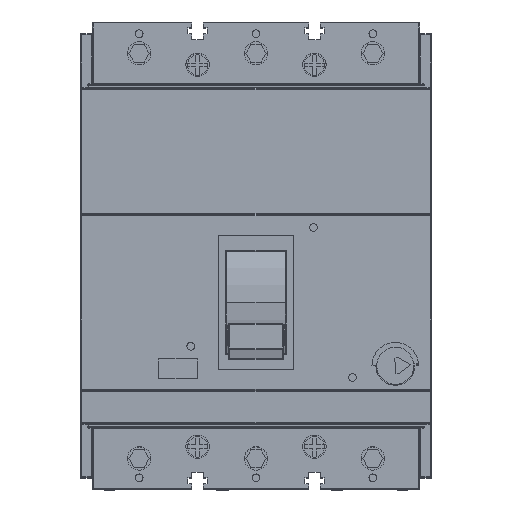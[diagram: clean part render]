
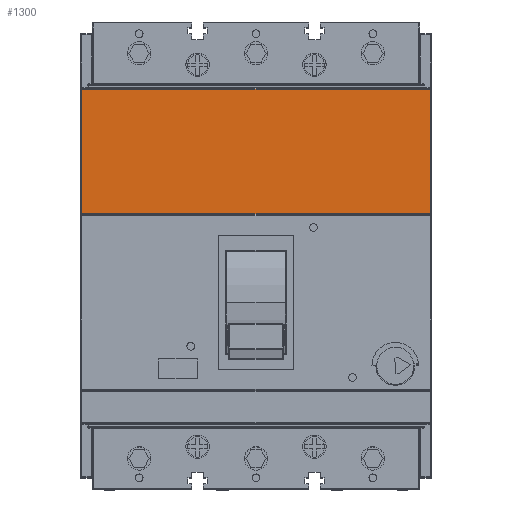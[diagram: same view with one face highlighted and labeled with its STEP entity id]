
A CAD part, top view. The second image highlights one B-rep face of the part: STEP entity #1300.
In plain terms, the highlighted planar face has unit normal (0, 0, 1).
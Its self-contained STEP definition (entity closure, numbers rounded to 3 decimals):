
#946 = AXIS2_PLACEMENT_3D ( 'NONE', #3438, #3448, #3449 ) ;
#1300 = ADVANCED_FACE ( 'NONE', ( #2719 ), #3443, .F. ) ;
#2719 = FACE_OUTER_BOUND ( 'NONE', #16027, .T. ) ;
#3438 = CARTESIAN_POINT ( 'NONE',  ( 45., 43., 68. ) ) ;
#3443 = PLANE ( 'NONE',  #946 ) ;
#3448 = DIRECTION ( 'NONE',  ( 0., 0., -1. ) ) ;
#3449 = DIRECTION ( 'NONE',  ( -1., 0., 0. ) ) ;
#4059 = CARTESIAN_POINT ( 'NONE',  ( 44.75, 42.75, 68. ) ) ;
#4060 = CARTESIAN_POINT ( 'NONE',  ( -44.75, 10.75, 68. ) ) ;
#4064 = CARTESIAN_POINT ( 'NONE',  ( 44.75, 10.75, 68. ) ) ;
#4065 = CARTESIAN_POINT ( 'NONE',  ( -44.75, 42.75, 68. ) ) ;
#8921 = LINE ( 'NONE', #11110, #8972 ) ;
#8972 = VECTOR ( 'NONE', #11125, 1000. ) ;
#8973 = LINE ( 'NONE', #11128, #8984 ) ;
#8984 = VECTOR ( 'NONE', #11137, 1000. ) ;
#8986 = LINE ( 'NONE', #11138, #8987 ) ;
#8987 = VECTOR ( 'NONE', #11139, 1000. ) ;
#8988 = LINE ( 'NONE', #11140, #8989 ) ;
#8989 = VECTOR ( 'NONE', #11141, 1000. ) ;
#9769 = VERTEX_POINT ( 'NONE', #4064 ) ;
#9770 = VERTEX_POINT ( 'NONE', #4059 ) ;
#9771 = VERTEX_POINT ( 'NONE', #4065 ) ;
#9772 = VERTEX_POINT ( 'NONE', #4060 ) ;
#9984 = ORIENTED_EDGE ( 'NONE', *, *, #17210, .T. ) ;
#9986 = ORIENTED_EDGE ( 'NONE', *, *, #17211, .T. ) ;
#9994 = ORIENTED_EDGE ( 'NONE', *, *, #17204, .T. ) ;
#9996 = ORIENTED_EDGE ( 'NONE', *, *, #17212, .T. ) ;
#11110 = CARTESIAN_POINT ( 'NONE',  ( -44.75, 43., 68. ) ) ;
#11125 = DIRECTION ( 'NONE',  ( 0., -1., 0. ) ) ;
#11128 = CARTESIAN_POINT ( 'NONE',  ( 45., 42.75, 68. ) ) ;
#11137 = DIRECTION ( 'NONE',  ( -1., 0., 0. ) ) ;
#11138 = CARTESIAN_POINT ( 'NONE',  ( 44.75, 43., 68. ) ) ;
#11139 = DIRECTION ( 'NONE',  ( 0., 1., 0. ) ) ;
#11140 = CARTESIAN_POINT ( 'NONE',  ( 45., 10.75, 68. ) ) ;
#11141 = DIRECTION ( 'NONE',  ( 1., 0., 0. ) ) ;
#16027 = EDGE_LOOP ( 'NONE', ( #9986, #9984, #9994, #9996 ) ) ;
#17204 = EDGE_CURVE ( 'NONE', #9771, #9772, #8921, .T. ) ;
#17210 = EDGE_CURVE ( 'NONE', #9770, #9771, #8973, .T. ) ;
#17211 = EDGE_CURVE ( 'NONE', #9769, #9770, #8986, .T. ) ;
#17212 = EDGE_CURVE ( 'NONE', #9772, #9769, #8988, .T. ) ;
